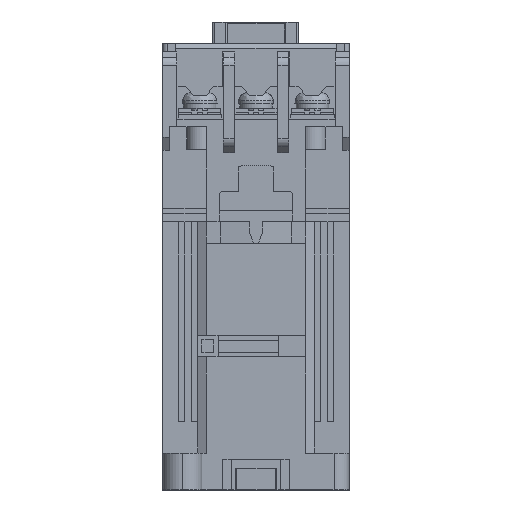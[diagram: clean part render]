
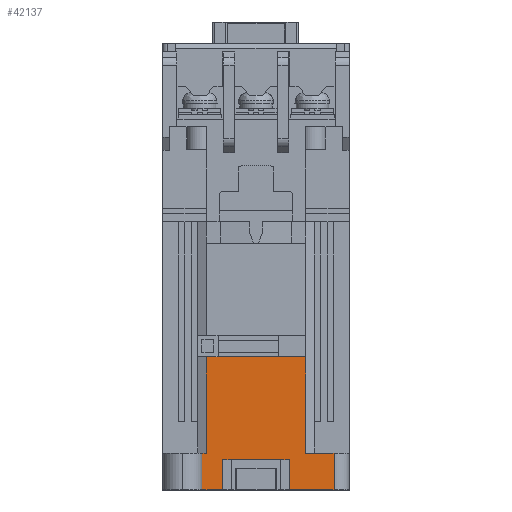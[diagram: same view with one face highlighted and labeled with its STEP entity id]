
A CAD part, front view. The second image highlights one B-rep face of the part: STEP entity #42137.
In plain terms, the highlighted planar face has unit normal (0, -1, 0).
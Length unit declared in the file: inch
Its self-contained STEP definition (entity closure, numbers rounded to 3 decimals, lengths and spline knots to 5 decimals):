
#1507 = EDGE_CURVE ( 'NONE', #23929, #66387, #67532, .T. ) ;
#1598 = DIRECTION ( 'NONE',  ( 0., 0., 1. ) ) ;
#2813 = DIRECTION ( 'NONE',  ( -1., 0., 0. ) ) ;
#3314 = VECTOR ( 'NONE', #37733, 39.37008 ) ;
#3657 = CARTESIAN_POINT ( 'NONE',  ( -0.84646, -1.20079, -0.19685 ) ) ;
#3975 = EDGE_CURVE ( 'NONE', #75324, #83969, #56035, .T. ) ;
#4762 = CARTESIAN_POINT ( 'NONE',  ( -0.45276, -1.20079, 0.1378 ) ) ;
#5744 = ORIENTED_EDGE ( 'NONE', *, *, #74316, .T. ) ;
#5993 = CARTESIAN_POINT ( 'NONE',  ( 0.45276, -1.20079, 1.01181 ) ) ;
#8712 = CARTESIAN_POINT ( 'NONE',  ( -0.84646, -1.20079, 0.1378 ) ) ;
#8859 = EDGE_CURVE ( 'NONE', #75099, #46833, #29137, .T. ) ;
#9985 = LINE ( 'NONE', #30091, #78661 ) ;
#10136 = CARTESIAN_POINT ( 'NONE',  ( -0.84646, -1.20079, 0.07874 ) ) ;
#10166 = EDGE_CURVE ( 'NONE', #21087, #75099, #24391, .T. ) ;
#10776 = ORIENTED_EDGE ( 'NONE', *, *, #1507, .F. ) ;
#10931 = EDGE_CURVE ( 'NONE', #83969, #73397, #12743, .T. ) ;
#11414 = DIRECTION ( 'NONE',  ( 1., 0., 0. ) ) ;
#12173 = VECTOR ( 'NONE', #39613, 39.37008 ) ;
#12297 = DIRECTION ( 'NONE',  ( 1., 0., 0. ) ) ;
#12743 = LINE ( 'NONE', #58382, #28423 ) ;
#15263 = LINE ( 'NONE', #53746, #33033 ) ;
#15487 = DIRECTION ( 'NONE',  ( 0., 0., -1. ) ) ;
#15551 = VECTOR ( 'NONE', #65837, 39.37008 ) ;
#16216 = VECTOR ( 'NONE', #1598, 39.37008 ) ;
#16878 = DIRECTION ( 'NONE',  ( 1., 0., 0. ) ) ;
#17105 = ORIENTED_EDGE ( 'NONE', *, *, #8859, .T. ) ;
#17278 = CARTESIAN_POINT ( 'NONE',  ( -0.45276, -1.20079, 1.01181 ) ) ;
#20015 = EDGE_LOOP ( 'NONE', ( #20098, #72476, #17105, #64016, #5744, #45576, #37699, #33065, #53963, #43499, #26855, #44603, #10776, #29556 ) ) ;
#20057 = CARTESIAN_POINT ( 'NONE',  ( 0.22441, -1.20079, 0.07874 ) ) ;
#20098 = ORIENTED_EDGE ( 'NONE', *, *, #66191, .T. ) ;
#20101 = FACE_OUTER_BOUND ( 'NONE', #20015, .T. ) ;
#20441 = VECTOR ( 'NONE', #81378, 39.37008 ) ;
#21087 = VERTEX_POINT ( 'NONE', #50123 ) ;
#21621 = PLANE ( 'NONE',  #85578 ) ;
#22895 = CARTESIAN_POINT ( 'NONE',  ( 0.30315, -1.20079, 0.07874 ) ) ;
#23929 = VERTEX_POINT ( 'NONE', #81102 ) ;
#24391 = LINE ( 'NONE', #77708, #55785 ) ;
#24767 = CARTESIAN_POINT ( 'NONE',  ( -0.45276, -1.20079, 0. ) ) ;
#25280 = CARTESIAN_POINT ( 'NONE',  ( -0.84646, -1.20079, 1.01181 ) ) ;
#25749 = CARTESIAN_POINT ( 'NONE',  ( -0.84646, -1.20079, 0.07874 ) ) ;
#26855 = ORIENTED_EDGE ( 'NONE', *, *, #83942, .T. ) ;
#27273 = EDGE_CURVE ( 'NONE', #66387, #78667, #67341, .T. ) ;
#28423 = VECTOR ( 'NONE', #45225, 39.37008 ) ;
#28765 = VECTOR ( 'NONE', #84791, 39.37008 ) ;
#28973 = LINE ( 'NONE', #37345, #60382 ) ;
#29137 = LINE ( 'NONE', #10136, #80026 ) ;
#29556 = ORIENTED_EDGE ( 'NONE', *, *, #53712, .T. ) ;
#30091 = CARTESIAN_POINT ( 'NONE',  ( -0.84646, -1.20079, 0.1378 ) ) ;
#30468 = VERTEX_POINT ( 'NONE', #4762 ) ;
#31535 = CARTESIAN_POINT ( 'NONE',  ( 0.45276, -1.20079, 0.1378 ) ) ;
#33033 = VECTOR ( 'NONE', #80801, 39.37008 ) ;
#33065 = ORIENTED_EDGE ( 'NONE', *, *, #10931, .T. ) ;
#36165 = EDGE_CURVE ( 'NONE', #53939, #75324, #28973, .T. ) ;
#37345 = CARTESIAN_POINT ( 'NONE',  ( 0.70866, -1.20079, 0.1378 ) ) ;
#37354 = CARTESIAN_POINT ( 'NONE',  ( -0.49213, -1.20079, 0.1378 ) ) ;
#37699 = ORIENTED_EDGE ( 'NONE', *, *, #3975, .T. ) ;
#37733 = DIRECTION ( 'NONE',  ( 1., 0., 0. ) ) ;
#39127 = EDGE_CURVE ( 'NONE', #46833, #60337, #15263, .T. ) ;
#39613 = DIRECTION ( 'NONE',  ( 0., 0., 1. ) ) ;
#41020 = LINE ( 'NONE', #50865, #3314 ) ;
#41852 = VERTEX_POINT ( 'NONE', #52064 ) ;
#42137 = ADVANCED_FACE ( 'NONE', ( #20101 ), #21621, .T. ) ;
#43499 = ORIENTED_EDGE ( 'NONE', *, *, #84610, .F. ) ;
#44603 = ORIENTED_EDGE ( 'NONE', *, *, #27273, .F. ) ;
#45225 = DIRECTION ( 'NONE',  ( 0., 0., 1. ) ) ;
#45576 = ORIENTED_EDGE ( 'NONE', *, *, #36165, .T. ) ;
#46833 = VERTEX_POINT ( 'NONE', #22895 ) ;
#48687 = VERTEX_POINT ( 'NONE', #17278 ) ;
#50123 = CARTESIAN_POINT ( 'NONE',  ( -0.22441, -1.20079, 0.07874 ) ) ;
#50865 = CARTESIAN_POINT ( 'NONE',  ( -0.84646, -1.20079, -0.19685 ) ) ;
#52064 = CARTESIAN_POINT ( 'NONE',  ( -0.30315, -1.20079, 0.07874 ) ) ;
#53712 = EDGE_CURVE ( 'NONE', #23929, #41852, #65496, .T. ) ;
#53746 = CARTESIAN_POINT ( 'NONE',  ( 0.30315, -1.20079, 0.1378 ) ) ;
#53939 = VERTEX_POINT ( 'NONE', #68092 ) ;
#53963 = ORIENTED_EDGE ( 'NONE', *, *, #58112, .T. ) ;
#54852 = CARTESIAN_POINT ( 'NONE',  ( -0.49213, -1.20079, 0.1378 ) ) ;
#55564 = DIRECTION ( 'NONE',  ( 0., -1., 0. ) ) ;
#55785 = VECTOR ( 'NONE', #11414, 39.37008 ) ;
#56035 = LINE ( 'NONE', #81275, #20441 ) ;
#58112 = EDGE_CURVE ( 'NONE', #73397, #48687, #68752, .T. ) ;
#58382 = CARTESIAN_POINT ( 'NONE',  ( 0.45276, -1.20079, 0.1378 ) ) ;
#60337 = VERTEX_POINT ( 'NONE', #79093 ) ;
#60382 = VECTOR ( 'NONE', #83648, 39.37008 ) ;
#61381 = CARTESIAN_POINT ( 'NONE',  ( -0.49213, -1.20079, -0.19685 ) ) ;
#62958 = VECTOR ( 'NONE', #12297, 39.37008 ) ;
#64016 = ORIENTED_EDGE ( 'NONE', *, *, #39127, .T. ) ;
#64316 = LINE ( 'NONE', #24767, #28765 ) ;
#65496 = LINE ( 'NONE', #72706, #12173 ) ;
#65837 = DIRECTION ( 'NONE',  ( -1., 0., 0. ) ) ;
#66191 = EDGE_CURVE ( 'NONE', #41852, #21087, #82410, .T. ) ;
#66387 = VERTEX_POINT ( 'NONE', #61381 ) ;
#67341 = LINE ( 'NONE', #54852, #16216 ) ;
#67532 = LINE ( 'NONE', #3657, #82917 ) ;
#68092 = CARTESIAN_POINT ( 'NONE',  ( 0.70866, -1.20079, -0.19685 ) ) ;
#68752 = LINE ( 'NONE', #25280, #15551 ) ;
#72476 = ORIENTED_EDGE ( 'NONE', *, *, #10166, .T. ) ;
#72706 = CARTESIAN_POINT ( 'NONE',  ( -0.30315, -1.20079, 0.1378 ) ) ;
#73397 = VERTEX_POINT ( 'NONE', #5993 ) ;
#74316 = EDGE_CURVE ( 'NONE', #60337, #53939, #41020, .T. ) ;
#75099 = VERTEX_POINT ( 'NONE', #20057 ) ;
#75324 = VERTEX_POINT ( 'NONE', #82725 ) ;
#77708 = CARTESIAN_POINT ( 'NONE',  ( -0.84646, -1.20079, 0.07874 ) ) ;
#78005 = DIRECTION ( 'NONE',  ( -1., 0., 0. ) ) ;
#78661 = VECTOR ( 'NONE', #78005, 39.37008 ) ;
#78667 = VERTEX_POINT ( 'NONE', #37354 ) ;
#79093 = CARTESIAN_POINT ( 'NONE',  ( 0.30315, -1.20079, -0.19685 ) ) ;
#80026 = VECTOR ( 'NONE', #16878, 39.37008 ) ;
#80801 = DIRECTION ( 'NONE',  ( 0., 0., -1. ) ) ;
#81102 = CARTESIAN_POINT ( 'NONE',  ( -0.30315, -1.20079, -0.19685 ) ) ;
#81275 = CARTESIAN_POINT ( 'NONE',  ( -0.84646, -1.20079, 0.1378 ) ) ;
#81378 = DIRECTION ( 'NONE',  ( -1., 0., 0. ) ) ;
#82410 = LINE ( 'NONE', #25749, #62958 ) ;
#82725 = CARTESIAN_POINT ( 'NONE',  ( 0.70866, -1.20079, 0.1378 ) ) ;
#82917 = VECTOR ( 'NONE', #2813, 39.37008 ) ;
#83648 = DIRECTION ( 'NONE',  ( 0., 0., 1. ) ) ;
#83942 = EDGE_CURVE ( 'NONE', #30468, #78667, #9985, .T. ) ;
#83969 = VERTEX_POINT ( 'NONE', #31535 ) ;
#84610 = EDGE_CURVE ( 'NONE', #30468, #48687, #64316, .T. ) ;
#84791 = DIRECTION ( 'NONE',  ( 0., 0., 1. ) ) ;
#85578 = AXIS2_PLACEMENT_3D ( 'NONE', #8712, #55564, #15487 ) ;
